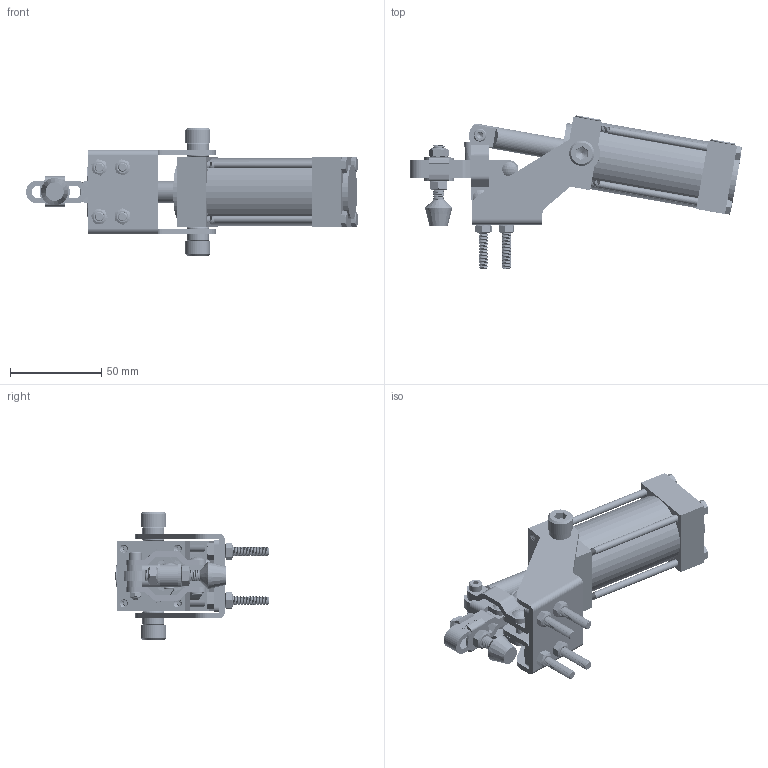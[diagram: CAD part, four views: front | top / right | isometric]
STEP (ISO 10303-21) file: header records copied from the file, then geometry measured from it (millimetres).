
FILE_DESCRIPTION (( 'STEP AP203' ), '1' );
FILE_NAME ('CH-12050-UA.STEP', '2017-12-05T07:11:08', ( 'Windows' ), ( 'Microsoft' ), 'SwSTEP 2.0', 'SolidWorks 2015', '' );
FILE_SCHEMA (( 'CONFIG_CONTROL_DESIGN' ));
Length unit declared in the file: millimetre
Products named in the file (21): CH-12050-UA U-BAR; M5-30; CH-FW-141; M5; CH-12050-A-01; CH-12050-A-04; Air cylinder-1; CH-12050-01; 1-4; M4NUT; CH-12050-A-05; 錨璃2; M4-24; 18RIVET; CH-12050-UA; M8-15; 12RIVET; Air cylinder-2; CH-FC-14134; Air cylinder-3; CH-36003-A-03
Assembly tree (35 placements, depth 2):
  CH-12050-UA
    CH-12050-A-01
    CH-12050-01
    CH-12050-A-05
    18RIVET
    12RIVET  x2
    CH-FC-14134
    CH-36003-A-03  x2
    M5-30  x4
    M5  x4
    Air cylinder-1
    M4NUT
    M4-24
    M8-15  x2
    Air cylinder-2
    Air cylinder-3  x4
    CH-12050-UA U-BAR
    CH-FW-141  x2
    CH-12050-A-04
    1-4  x2
    錨璃2  x2
Bounding box: 181.78 x 83.94 x 70 mm (x, y, z)
Volume: 154936.5 mm3; surface area: 71698.7 mm2
Topology: 37 solids, 39 shells, 2060 faces, 5631 edges, 3700 vertices
Faces by surface type: cylinder 1081, plane 532, bspline 235, cone 158, torus 48, sphere 6
Entity records: 76370 total; most frequent: CARTESIAN_POINT 42438, ORIENTED_EDGE 7586, DIRECTION 5262, EDGE_CURVE 3793, VERTEX_POINT 2499, AXIS2_PLACEMENT_3D 1764, VECTOR 1734, LINE 1734
